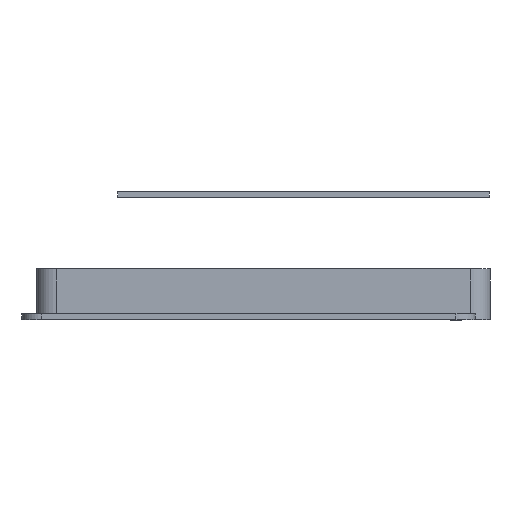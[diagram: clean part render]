
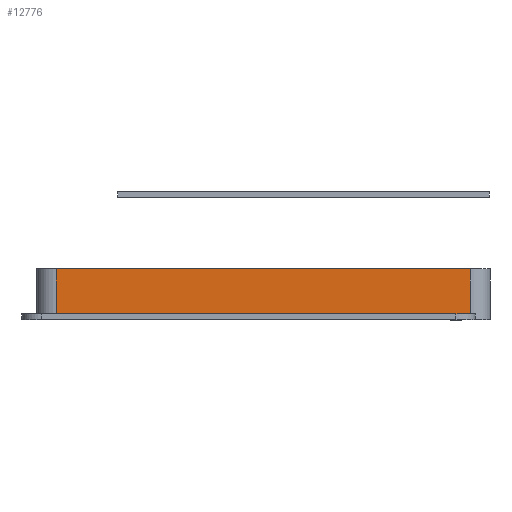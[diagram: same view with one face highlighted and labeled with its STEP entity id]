
A CAD part, left-side view. The second image highlights one B-rep face of the part: STEP entity #12776.
In plain terms, the highlighted planar face has unit normal (-1, 0, 0).
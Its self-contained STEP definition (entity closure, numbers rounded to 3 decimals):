
#2009=FACE_OUTER_BOUND('',#2719,.T.);
#2719=EDGE_LOOP('',(#10846,#10847,#10848,#10849));
#3175=LINE('',#16412,#4203);
#3823=LINE('',#23465,#4851);
#3830=LINE('',#23489,#4858);
#3834=LINE('',#23496,#4862);
#4203=VECTOR('',#13776,10.);
#4851=VECTOR('',#14746,10.);
#4858=VECTOR('',#14769,10.);
#4862=VECTOR('',#14779,10.);
#5237=VERTEX_POINT('',#16409);
#5238=VERTEX_POINT('',#16411);
#6041=VERTEX_POINT('',#23462);
#6042=VERTEX_POINT('',#23464);
#6508=EDGE_CURVE('',#5237,#5238,#3175,.T.);
#7707=EDGE_CURVE('',#6041,#6042,#3823,.T.);
#7720=EDGE_CURVE('',#5238,#6041,#3830,.T.);
#7724=EDGE_CURVE('',#6042,#5237,#3834,.T.);
#10846=ORIENTED_EDGE('',*,*,#7720,.F.);
#10847=ORIENTED_EDGE('',*,*,#6508,.F.);
#10848=ORIENTED_EDGE('',*,*,#7724,.F.);
#10849=ORIENTED_EDGE('',*,*,#7707,.F.);
#12245=PLANE('',#13217);
#12776=ADVANCED_FACE('',(#2009),#12245,.T.);
#13217=AXIS2_PLACEMENT_3D('',#23497,#14780,#14781);
#13776=DIRECTION('',(0.,1.,0.));
#14746=DIRECTION('',(0.,-1.,0.));
#14769=DIRECTION('',(0.,0.,1.));
#14779=DIRECTION('',(0.,0.,-1.));
#14780=DIRECTION('center_axis',(-1.,0.,0.));
#14781=DIRECTION('ref_axis',(0.,-1.,0.));
#16409=CARTESIAN_POINT('',(-25.,-96.,0.));
#16411=CARTESIAN_POINT('',(-25.,10.,0.));
#16412=CARTESIAN_POINT('',(-25.,-101.,0.));
#23462=CARTESIAN_POINT('',(-25.,10.,13.));
#23464=CARTESIAN_POINT('',(-25.,-96.,13.));
#23465=CARTESIAN_POINT('',(-25.,-101.,13.));
#23489=CARTESIAN_POINT('',(-25.,10.,0.));
#23496=CARTESIAN_POINT('',(-25.,-96.,0.));
#23497=CARTESIAN_POINT('Origin',(-25.,15.,0.));
